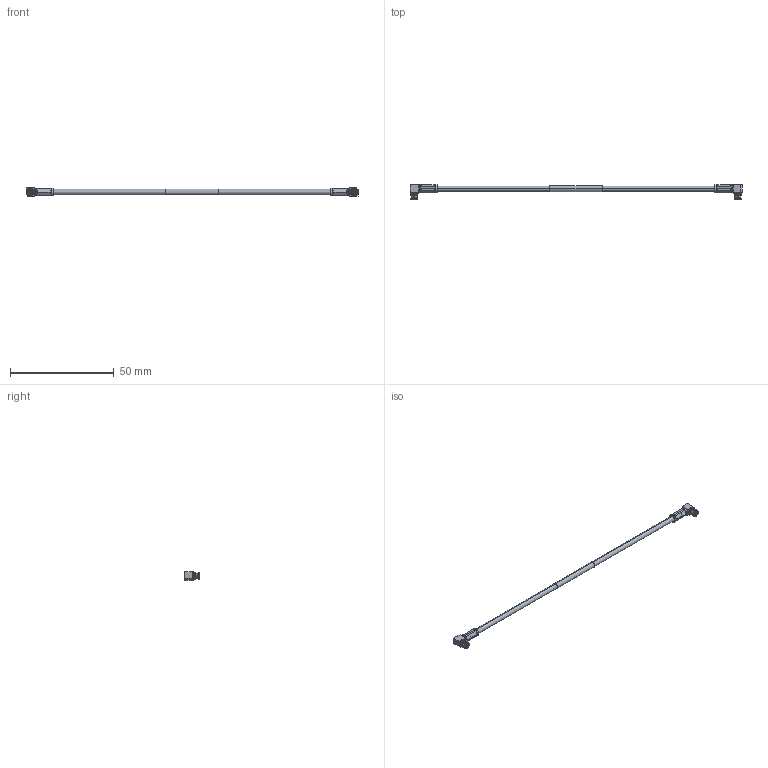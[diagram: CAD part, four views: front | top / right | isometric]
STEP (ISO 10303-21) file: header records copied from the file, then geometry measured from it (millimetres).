
FILE_DESCRIPTION (( 'STEP AP214' ), '1' );
FILE_NAME ('FMCA9846_3D.step', '2023-08-01T16:43:50', ( '' ), ( '' ), 'SwSTEP 2.0', 'SolidWorks 2022', '' );
FILE_SCHEMA (( 'AUTOMOTIVE_DESIGN' ));
Length unit declared in the file: inch
Products named in the file (3): Copy of PE45882^FMCA9846; Copy of RG316-BULK^FMCA9846; FMCA9846_3D
Assembly tree (3 placements, depth 2):
  FMCA9846_3D
    Copy of RG316-BULK^FMCA9846
    Copy of PE45882^FMCA9846  x2
Bounding box: 160.28 x 7.1 x 3.94 mm (x, y, z)
Volume: 1042.5 mm3; surface area: 2164.7 mm2
Topology: 5 solids, 5 shells, 344 faces, 840 edges, 532 vertices
Faces by surface type: plane 126, cone 102, cylinder 88, bspline 16, torus 12
Entity records: 6048 total; most frequent: CARTESIAN_POINT 1648, ORIENTED_EDGE 858, DIRECTION 834, EDGE_CURVE 429, AXIS2_PLACEMENT_3D 345, VERTEX_POINT 272, EDGE_LOOP 193, ADVANCED_FACE 177
